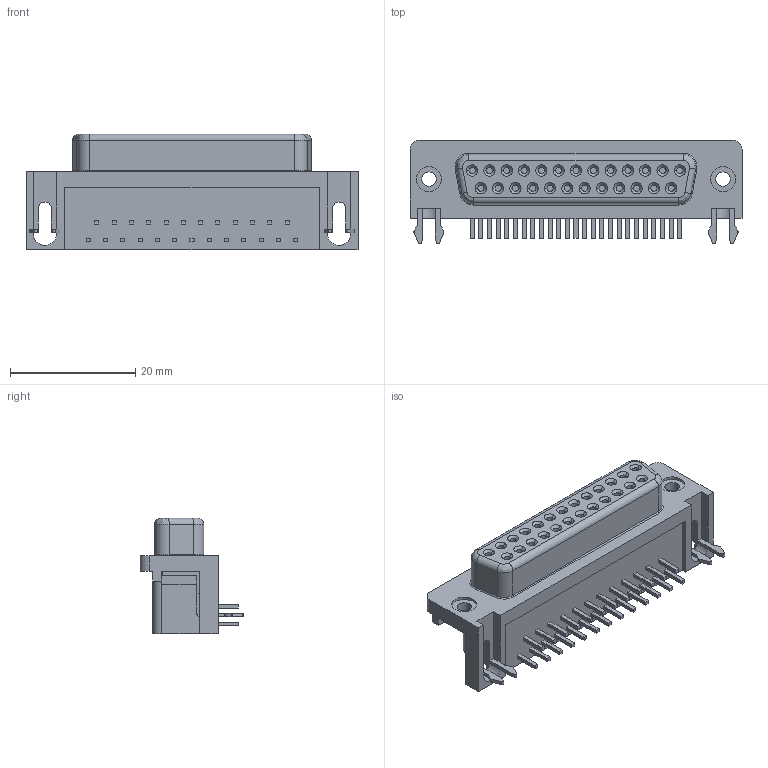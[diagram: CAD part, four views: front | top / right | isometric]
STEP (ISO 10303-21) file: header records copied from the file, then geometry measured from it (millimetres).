
FILE_DESCRIPTION((''),'2;1');
FILE_NAME('C-1734350-1','2012-04-25T',('workeradm'),('Tyco Electronics Ltd.'),'PRO/ENGINEER BY PARAMETRIC TECHNOLOGY CORPORATION, 2010430','PRO/ENGINEER BY PARAMETRIC TECHNOLOGY CORPORATION, 2010430','');
FILE_SCHEMA(('AUTOMOTIVE_DESIGN { 1 0 10303 214 1 1 1 1 }'));
Length unit declared in the file: millimetre
Products named in the file (1): C-1734350-1
Bounding box: 53.1 x 16.6 x 18.5 mm (x, y, z)
Volume: 7600 mm3; surface area: 4015.9 mm2
Topology: 1 solids, 1 shells, 421 faces, 1026 edges, 656 vertices
Faces by surface type: plane 261, cylinder 102, cone 50, bspline 4, torus 4
Entity records: 15658 total; most frequent: CARTESIAN_POINT 2165, DIRECTION 2126, ORIENTED_EDGE 2052, PRESENTATION_STYLE_ASSIGNMENT 1027, STYLED_ITEM 1027, CURVE_STYLE 1026, EDGE_CURVE 1026, VECTOR 760
